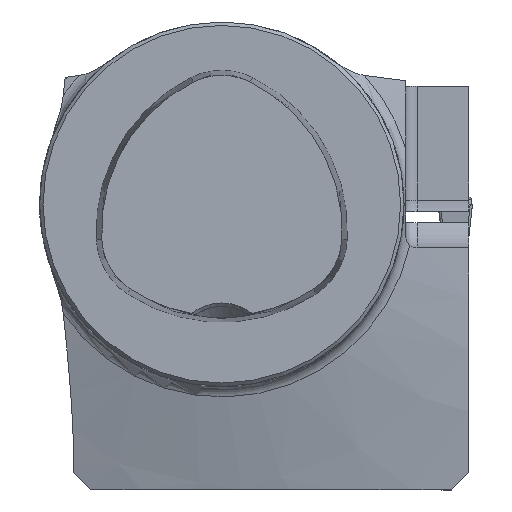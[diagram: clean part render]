
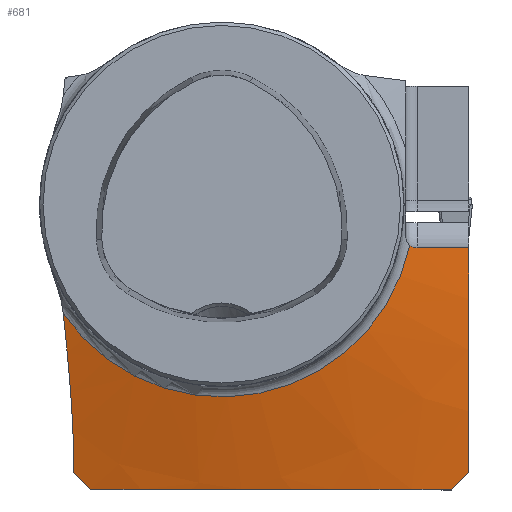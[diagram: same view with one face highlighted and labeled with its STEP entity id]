
A CAD part, top view. The second image highlights one B-rep face of the part: STEP entity #681.
In plain terms, the highlighted conical face has half-angle 75 degrees and reference radius 16 mm.
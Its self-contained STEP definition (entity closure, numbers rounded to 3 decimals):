
#681=ADVANCED_FACE('FP_RR_SU1',(#849),#837,.T.);
#837=CONICAL_SURFACE('',#2870,16.,75.);
#849=FACE_OUTER_BOUND('',#1002,.T.);
#1002=EDGE_LOOP('',(#1236,#1237,#1238,#1239,#1240,#1241,#1242,#1243,#1244));
#1165=CIRCLE('',#2869,16.889);
#1236=ORIENTED_EDGE('',*,*,#2309,.F.);
#1237=ORIENTED_EDGE('',*,*,#2310,.T.);
#1238=ORIENTED_EDGE('',*,*,#2311,.F.);
#1239=ORIENTED_EDGE('',*,*,#2312,.F.);
#1240=ORIENTED_EDGE('',*,*,#2313,.F.);
#1241=ORIENTED_EDGE('',*,*,#2314,.T.);
#1242=ORIENTED_EDGE('',*,*,#2315,.F.);
#1243=ORIENTED_EDGE('',*,*,#2316,.T.);
#1244=ORIENTED_EDGE('',*,*,#2317,.T.);
#2048=VERTEX_POINT('',#3751);
#2049=VERTEX_POINT('',#3752);
#2050=VERTEX_POINT('',#3757);
#2051=VERTEX_POINT('',#3762);
#2052=VERTEX_POINT('',#3770);
#2053=VERTEX_POINT('',#3778);
#2054=VERTEX_POINT('',#3780);
#2055=VERTEX_POINT('',#3785);
#2056=VERTEX_POINT('',#3790);
#2309=EDGE_CURVE('',#2048,#2049,#2715,.T.);
#2310=EDGE_CURVE('',#2048,#2050,#2716,.T.);
#2311=EDGE_CURVE('',#2051,#2050,#2717,.T.);
#2312=EDGE_CURVE('',#2052,#2051,#2718,.T.);
#2313=EDGE_CURVE('',#2053,#2052,#2719,.T.);
#2314=EDGE_CURVE('',#2053,#2054,#1165,.T.);
#2315=EDGE_CURVE('',#2055,#2054,#2720,.T.);
#2316=EDGE_CURVE('',#2055,#2056,#2721,.T.);
#2317=EDGE_CURVE('',#2056,#2049,#2722,.T.);
#2715=B_SPLINE_CURVE_WITH_KNOTS('',3,(#3745,#3746,#3747,#3748,#3749,#3750),
 .UNSPECIFIED.,.F.,.F.,(4,2,4),(0.,0.5,1.),.UNSPECIFIED.);
#2716=B_SPLINE_CURVE_WITH_KNOTS('',3,(#3753,#3754,#3755,#3756),
 .UNSPECIFIED.,.F.,.F.,(4,4),(0.,1.),.UNSPECIFIED.);
#2717=B_SPLINE_CURVE_WITH_KNOTS('',3,(#3758,#3759,#3760,#3761),
 .UNSPECIFIED.,.F.,.F.,(4,4),(0.,1.),.UNSPECIFIED.);
#2718=B_SPLINE_CURVE_WITH_KNOTS('',3,(#3763,#3764,#3765,#3766,#3767,#3768,
#3769),.UNSPECIFIED.,.F.,.F.,(4,3,4),(0.,0.136,1.),
 .UNSPECIFIED.);
#2719=B_SPLINE_CURVE_WITH_KNOTS('',3,(#3771,#3772,#3773,#3774,#3775,#3776,
#3777),.UNSPECIFIED.,.F.,.F.,(4,3,4),(0.,0.499,1.),
 .UNSPECIFIED.);
#2720=B_SPLINE_CURVE_WITH_KNOTS('',3,(#3781,#3782,#3783,#3784),
 .UNSPECIFIED.,.F.,.F.,(4,4),(0.,1.),.UNSPECIFIED.);
#2721=B_SPLINE_CURVE_WITH_KNOTS('',3,(#3786,#3787,#3788,#3789),
 .UNSPECIFIED.,.F.,.F.,(4,4),(0.,1.),.UNSPECIFIED.);
#2722=B_SPLINE_CURVE_WITH_KNOTS('',3,(#3791,#3792,#3793,#3794),
 .UNSPECIFIED.,.F.,.F.,(4,4),(0.,1.),.UNSPECIFIED.);
#2869=AXIS2_PLACEMENT_3D('',#3779,#3100,#3101);
#2870=AXIS2_PLACEMENT_3D('',#3795,#3102,#3103);
#3100=DIRECTION('',(0.,0.,-1.));
#3101=DIRECTION('',(-1.,0.,0.));
#3102=DIRECTION('',(0.,0.,-1.));
#3103=DIRECTION('',(1.,0.,0.));
#3745=CARTESIAN_POINT('',(20.175,-25.,-20.521));
#3746=CARTESIAN_POINT('',(14.933,-25.,-19.639));
#3747=CARTESIAN_POINT('',(9.659,-25.,-18.958));
#3748=CARTESIAN_POINT('',(-0.898,-25.,-18.469));
#3749=CARTESIAN_POINT('',(-6.205,-25.,-18.693));
#3750=CARTESIAN_POINT('',(-11.5,-25.,-19.286));
#3751=CARTESIAN_POINT('',(20.175,-25.,-20.521));
#3752=CARTESIAN_POINT('',(-11.5,-25.,-19.286));
#3753=CARTESIAN_POINT('',(20.175,-25.,-20.521));
#3754=CARTESIAN_POINT('',(20.675,-24.5,-20.501));
#3755=CARTESIAN_POINT('',(21.175,-24.,-20.487));
#3756=CARTESIAN_POINT('',(21.675,-23.5,-20.479));
#3757=CARTESIAN_POINT('',(21.675,-23.5,-20.479));
#3758=CARTESIAN_POINT('',(21.675,-3.8,-17.809));
#3759=CARTESIAN_POINT('',(21.675,-10.449,-18.117));
#3760=CARTESIAN_POINT('',(21.675,-16.989,-19.197));
#3761=CARTESIAN_POINT('',(21.675,-23.5,-20.479));
#3762=CARTESIAN_POINT('',(21.675,-3.8,-17.809));
#3763=CARTESIAN_POINT('',(17.15,-3.8,-16.62));
#3764=CARTESIAN_POINT('',(17.356,-3.8,-16.673));
#3765=CARTESIAN_POINT('',(17.562,-3.8,-16.727));
#3766=CARTESIAN_POINT('',(17.767,-3.8,-16.781));
#3767=CARTESIAN_POINT('',(19.07,-3.8,-17.123));
#3768=CARTESIAN_POINT('',(20.373,-3.8,-17.465));
#3769=CARTESIAN_POINT('',(21.675,-3.8,-17.809));
#3770=CARTESIAN_POINT('',(17.15,-3.8,-16.62));
#3771=CARTESIAN_POINT('',(16.508,-3.567,-16.438));
#3772=CARTESIAN_POINT('',(16.597,-3.641,-16.466));
#3773=CARTESIAN_POINT('',(16.7,-3.701,-16.496));
#3774=CARTESIAN_POINT('',(16.809,-3.74,-16.527));
#3775=CARTESIAN_POINT('',(16.917,-3.779,-16.558));
#3776=CARTESIAN_POINT('',(17.034,-3.8,-16.589));
#3777=CARTESIAN_POINT('',(17.15,-3.8,-16.62));
#3778=CARTESIAN_POINT('',(16.508,-3.567,-16.438));
#3779=CARTESIAN_POINT('',(0.,0.,-16.438));
#3780=CARTESIAN_POINT('',(-13.921,-9.564,-16.438));
#3781=CARTESIAN_POINT('',(-13.,-22.998,-18.991));
#3782=CARTESIAN_POINT('',(-13.,-18.543,-17.952));
#3783=CARTESIAN_POINT('',(-13.441,-14.075,-17.017));
#3784=CARTESIAN_POINT('',(-13.921,-9.564,-16.438));
#3785=CARTESIAN_POINT('',(-13.,-22.998,-18.991));
#3786=CARTESIAN_POINT('',(-13.,-22.998,-18.991));
#3787=CARTESIAN_POINT('',(-13.,-23.165,-19.03));
#3788=CARTESIAN_POINT('',(-13.,-23.333,-19.07));
#3789=CARTESIAN_POINT('',(-13.,-23.5,-19.109));
#3790=CARTESIAN_POINT('',(-13.,-23.5,-19.109));
#3791=CARTESIAN_POINT('',(-13.,-23.5,-19.109));
#3792=CARTESIAN_POINT('',(-12.5,-24.,-19.161));
#3793=CARTESIAN_POINT('',(-12.,-24.5,-19.221));
#3794=CARTESIAN_POINT('',(-11.5,-25.,-19.286));
#3795=CARTESIAN_POINT('',(0.,0.,-16.2));
